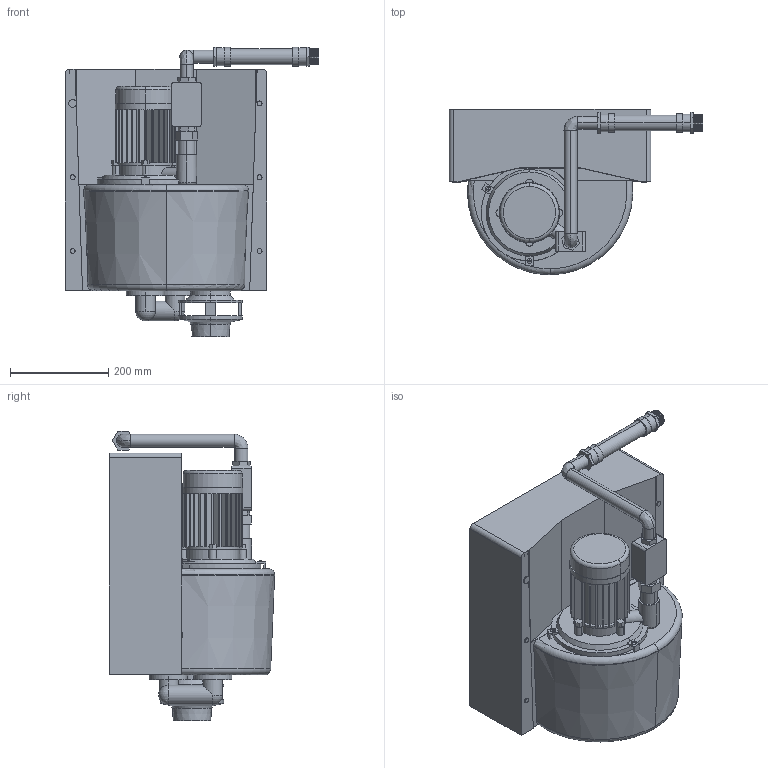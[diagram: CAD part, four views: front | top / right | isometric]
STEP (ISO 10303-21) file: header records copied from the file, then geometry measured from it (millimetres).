
FILE_DESCRIPTION(('no description'),'unknown implementation level');
FILE_NAME('Honeywell 06-2016_CBU140-25A-043_3D.stp',' ',('pit-cup GmbH'),('ccLab - KiM Gmbh - www.kimweb.de'),'unknown preprocess','ACIS','unknown authorization');
FILE_SCHEMA(('automotive_design'));
Length unit declared in the file: millimetre
Products named in the file (5): 1; 2; 3; 4; 5
Bounding box: 515.3 x 336 x 588 mm (x, y, z)
Volume: 39539599.1 mm3; surface area: 1102155 mm2
Topology: 5 solids, 5 shells, 645 faces, 1579 edges, 972 vertices
Faces by surface type: plane 406, cylinder 125, cone 91, torus 14, sphere 5, bspline 4
Entity records: 39983 total; most frequent: CARTESIAN_POINT 6469, DIRECTION 3370, STYLED_ITEM 3198, PRESENTATION_STYLE_ASSIGNMENT 3198, COLOUR_RGB 3198, ORIENTED_EDGE 3152, EDGE_CURVE 1576, CURVE_STYLE 1576
